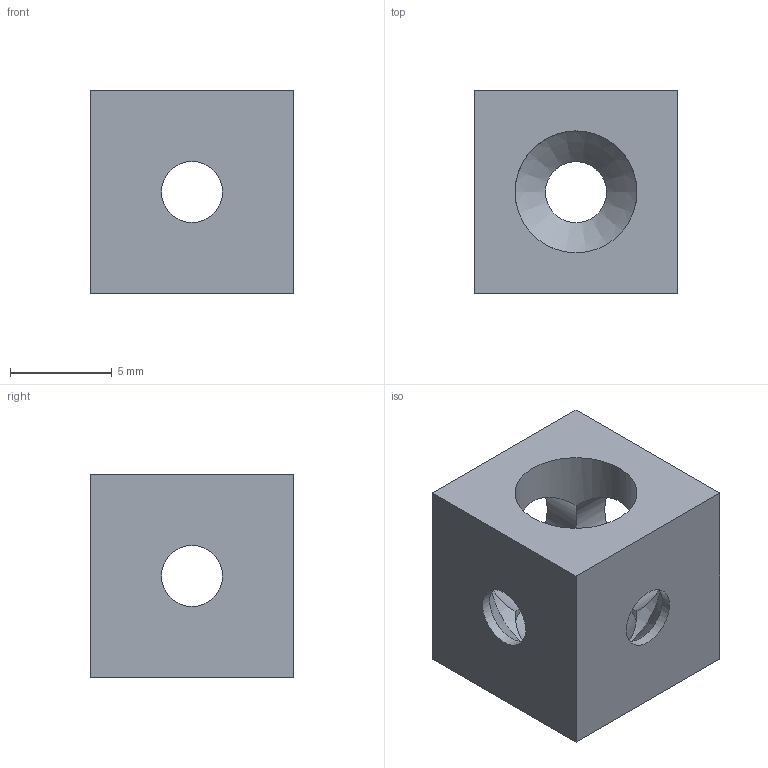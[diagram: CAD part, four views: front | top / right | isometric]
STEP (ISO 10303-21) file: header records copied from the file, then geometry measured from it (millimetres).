
FILE_DESCRIPTION(/* description */ (''),/* implementation_level */ '2;1');
FILE_NAME(/* name */ 'MAKERBEAM-CUBE.step',/* time_stamp */ '2023-01-07T19:04:13+01:00',/* author */ (''),/* organization */ (''),/* preprocessor_version */ 'ST-DEVELOPER v19.2',/* originating_system */ 'Autodesk Translation Framework v11.17.0.187',/* authorisation */ '');
FILE_SCHEMA (('AUTOMOTIVE_DESIGN { 1 0 10303 214 3 1 1 }'));
Length unit declared in the file: millimetre
Products named in the file (1): MAKERBEAM-CUBE
Bounding box: 10 x 10 x 10 mm (x, y, z)
Volume: 542.1 mm3; surface area: 745 mm2
Topology: 1 solids, 1 shells, 27 faces, 65 edges, 36 vertices
Faces by surface type: cylinder 18, plane 6, cone 3
Full cylindrical faces by diameter (mm): 3 x3, 6 x3
Entity records: 847 total; most frequent: DIRECTION 165, ORIENTED_EDGE 130, CARTESIAN_POINT 129, AXIS2_PLACEMENT_3D 72, EDGE_CURVE 65, VERTEX_POINT 36, EDGE_LOOP 33, FACE_OUTER_BOUND 27
